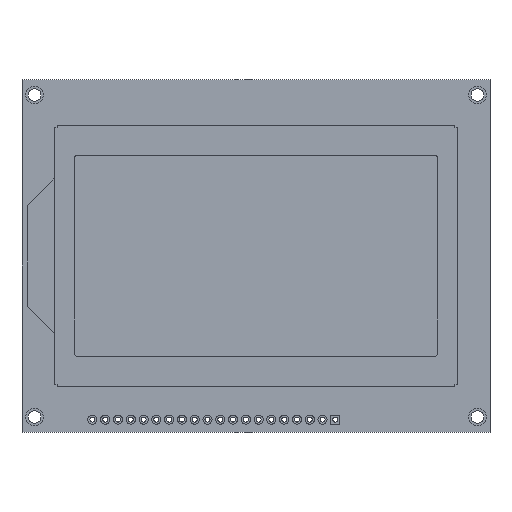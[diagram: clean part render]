
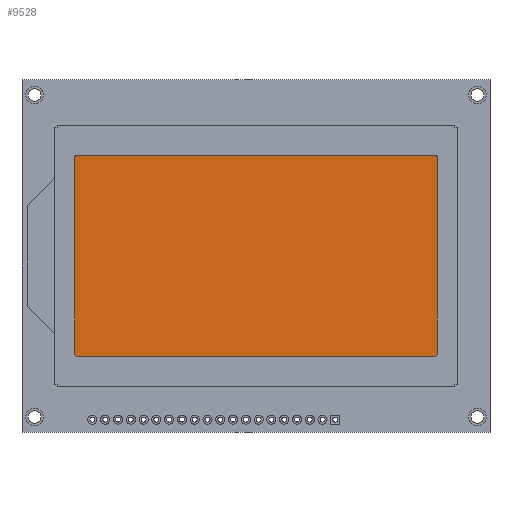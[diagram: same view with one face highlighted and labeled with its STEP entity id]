
A CAD part, top view. The second image highlights one B-rep face of the part: STEP entity #9528.
In plain terms, the highlighted planar face has unit normal (0, 0, 1).
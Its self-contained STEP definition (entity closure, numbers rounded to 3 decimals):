
#95 = VECTOR ( 'NONE', #1020, 1000. ) ;
#142 = CARTESIAN_POINT ( 'NONE',  ( 11., 15., 10.1 ) ) ;
#352 = DIRECTION ( 'NONE',  ( 1., 0., 0. ) ) ;
#518 = AXIS2_PLACEMENT_3D ( 'NONE', #3264, #9450, #4151 ) ;
#574 = CARTESIAN_POINT ( 'NONE',  ( 82., 55., 10.1 ) ) ;
#597 = CARTESIAN_POINT ( 'NONE',  ( 11., 55., 10.1 ) ) ;
#778 = DIRECTION ( 'NONE',  ( 0., -1., 0. ) ) ;
#799 = EDGE_CURVE ( 'NONE', #10329, #9029, #5555, .T. ) ;
#902 = CARTESIAN_POINT ( 'NONE',  ( 11., 54.5, 10.1 ) ) ;
#903 = ORIENTED_EDGE ( 'NONE', *, *, #3850, .T. ) ;
#1020 = DIRECTION ( 'NONE',  ( 1., 0., 0. ) ) ;
#1110 = AXIS2_PLACEMENT_3D ( 'NONE', #2825, #9037, #3720 ) ;
#1162 = VECTOR ( 'NONE', #1937, 1000. ) ;
#1261 = AXIS2_PLACEMENT_3D ( 'NONE', #1799, #8019, #2699 ) ;
#1590 = EDGE_CURVE ( 'NONE', #11324, #10329, #5599, .T. ) ;
#1597 = VERTEX_POINT ( 'NONE', #5189 ) ;
#1654 = CIRCLE ( 'NONE', #1261, 0.5 ) ;
#1797 = DIRECTION ( 'NONE',  ( 1., 0., 0. ) ) ;
#1799 = CARTESIAN_POINT ( 'NONE',  ( 82., 15.5, 10.1 ) ) ;
#1937 = DIRECTION ( 'NONE',  ( 0., 1., 0. ) ) ;
#2390 = ORIENTED_EDGE ( 'NONE', *, *, #4721, .T. ) ;
#2699 = DIRECTION ( 'NONE',  ( 1., 0., 0. ) ) ;
#2825 = CARTESIAN_POINT ( 'NONE',  ( 82., 54.5, 10.1 ) ) ;
#2829 = CARTESIAN_POINT ( 'NONE',  ( 82.5, 15.5, 10.1 ) ) ;
#3112 = ORIENTED_EDGE ( 'NONE', *, *, #3607, .T. ) ;
#3264 = CARTESIAN_POINT ( 'NONE',  ( 11., 54.5, 10.1 ) ) ;
#3451 = VECTOR ( 'NONE', #6773, 1000. ) ;
#3522 = LINE ( 'NONE', #2829, #1162 ) ;
#3607 = EDGE_CURVE ( 'NONE', #1597, #7979, #8172, .T. ) ;
#3623 = CARTESIAN_POINT ( 'NONE',  ( 10.5, 54.5, 10.1 ) ) ;
#3720 = DIRECTION ( 'NONE',  ( 1., 0., 0. ) ) ;
#3850 = EDGE_CURVE ( 'NONE', #9029, #4693, #4806, .T. ) ;
#4151 = DIRECTION ( 'NONE',  ( 1., 0., 0. ) ) ;
#4263 = ORIENTED_EDGE ( 'NONE', *, *, #8436, .T. ) ;
#4354 = CIRCLE ( 'NONE', #518, 0.5 ) ;
#4382 = VERTEX_POINT ( 'NONE', #5299 ) ;
#4437 = ORIENTED_EDGE ( 'NONE', *, *, #8592, .T. ) ;
#4693 = VERTEX_POINT ( 'NONE', #9828 ) ;
#4721 = EDGE_CURVE ( 'NONE', #10201, #1597, #6077, .T. ) ;
#4806 = LINE ( 'NONE', #142, #95 ) ;
#4848 = FACE_OUTER_BOUND ( 'NONE', #11445, .T. ) ;
#4877 = CARTESIAN_POINT ( 'NONE',  ( 82.5, 54.5, 10.1 ) ) ;
#5004 = AXIS2_PLACEMENT_3D ( 'NONE', #902, #7100, #1797 ) ;
#5189 = CARTESIAN_POINT ( 'NONE',  ( 82., 55., 10.1 ) ) ;
#5299 = CARTESIAN_POINT ( 'NONE',  ( 82.5, 15.5, 10.1 ) ) ;
#5330 = VECTOR ( 'NONE', #778, 1000. ) ;
#5555 = CIRCLE ( 'NONE', #9909, 0.5 ) ;
#5599 = LINE ( 'NONE', #6984, #5330 ) ;
#5650 = DIRECTION ( 'NONE',  ( 0., 0., 1. ) ) ;
#6077 = CIRCLE ( 'NONE', #1110, 0.5 ) ;
#6773 = DIRECTION ( 'NONE',  ( -1., 0., 0. ) ) ;
#6984 = CARTESIAN_POINT ( 'NONE',  ( 10.5, 54.5, 10.1 ) ) ;
#7071 = PLANE ( 'NONE',  #5004 ) ;
#7100 = DIRECTION ( 'NONE',  ( 0., 0., 1. ) ) ;
#7597 = CARTESIAN_POINT ( 'NONE',  ( 10.5, 15.5, 10.1 ) ) ;
#7979 = VERTEX_POINT ( 'NONE', #597 ) ;
#8019 = DIRECTION ( 'NONE',  ( 0., 0., 1. ) ) ;
#8172 = LINE ( 'NONE', #574, #3451 ) ;
#8436 = EDGE_CURVE ( 'NONE', #7979, #11324, #4354, .T. ) ;
#8592 = EDGE_CURVE ( 'NONE', #4382, #10201, #3522, .T. ) ;
#8809 = ORIENTED_EDGE ( 'NONE', *, *, #11247, .T. ) ;
#9029 = VERTEX_POINT ( 'NONE', #9741 ) ;
#9037 = DIRECTION ( 'NONE',  ( 0., 0., 1. ) ) ;
#9376 = ORIENTED_EDGE ( 'NONE', *, *, #1590, .T. ) ;
#9414 = ORIENTED_EDGE ( 'NONE', *, *, #799, .T. ) ;
#9450 = DIRECTION ( 'NONE',  ( 0., 0., 1. ) ) ;
#9528 = ADVANCED_FACE ( 'NONE', ( #4848 ), #7071, .T. ) ;
#9741 = CARTESIAN_POINT ( 'NONE',  ( 11., 15., 10.1 ) ) ;
#9828 = CARTESIAN_POINT ( 'NONE',  ( 82., 15., 10.1 ) ) ;
#9909 = AXIS2_PLACEMENT_3D ( 'NONE', #10965, #5650, #352 ) ;
#10201 = VERTEX_POINT ( 'NONE', #4877 ) ;
#10329 = VERTEX_POINT ( 'NONE', #7597 ) ;
#10965 = CARTESIAN_POINT ( 'NONE',  ( 11., 15.5, 10.1 ) ) ;
#11247 = EDGE_CURVE ( 'NONE', #4693, #4382, #1654, .T. ) ;
#11324 = VERTEX_POINT ( 'NONE', #3623 ) ;
#11445 = EDGE_LOOP ( 'NONE', ( #4263, #9376, #9414, #903, #8809, #4437, #2390, #3112 ) ) ;
